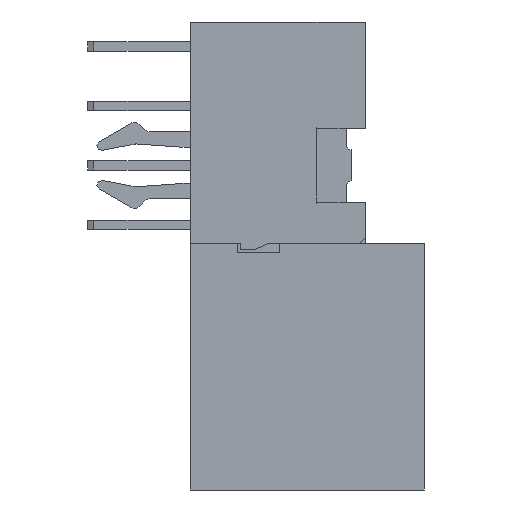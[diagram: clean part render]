
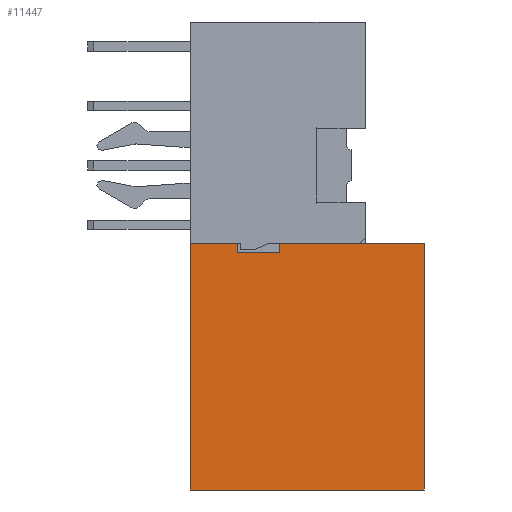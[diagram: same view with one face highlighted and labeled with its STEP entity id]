
A CAD part, left-side view. The second image highlights one B-rep face of the part: STEP entity #11447.
In plain terms, the highlighted planar face has unit normal (-1, 0, 0).
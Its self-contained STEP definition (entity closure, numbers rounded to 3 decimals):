
#10614=CARTESIAN_POINT('',(-15.185,-3.5,15.));
#10615=VERTEX_POINT('',#10614);
#10622=CARTESIAN_POINT('',(-15.185,4.,15.));
#10623=VERTEX_POINT('',#10622);
#10624=CARTESIAN_POINT('',(-15.185,-3.5,15.));
#10625=DIRECTION('',(0.,1.,0.));
#10626=VECTOR('',#10625,7.5);
#10627=LINE('',#10624,#10626);
#10628=EDGE_CURVE('',#10615,#10623,#10627,.T.);
#11273=CARTESIAN_POINT('',(-15.185,2.5,22.6));
#11274=VERTEX_POINT('',#11273);
#11275=CARTESIAN_POINT('',(-15.185,1.15,22.6));
#11276=VERTEX_POINT('',#11275);
#11277=CARTESIAN_POINT('',(-15.185,2.5,22.6));
#11278=DIRECTION('',(0.,-1.,0.));
#11279=VECTOR('',#11278,1.35);
#11280=LINE('',#11277,#11279);
#11281=EDGE_CURVE('',#11274,#11276,#11280,.T.);
#11322=CARTESIAN_POINT('',(-15.185,2.5,22.9));
#11323=VERTEX_POINT('',#11322);
#11330=CARTESIAN_POINT('',(-15.185,2.5,22.9));
#11331=DIRECTION('',(0.,0.,-1.));
#11332=VECTOR('',#11331,0.3);
#11333=LINE('',#11330,#11332);
#11334=EDGE_CURVE('',#11323,#11274,#11333,.T.);
#11401=CARTESIAN_POINT('',(-15.185,0.3,18.965));
#11402=DIRECTION('',(0.,1.,0.));
#11403=DIRECTION('',(-1.,0.,0.));
#11404=AXIS2_PLACEMENT_3D('',#11401,#11403,#11402);
#11405=PLANE('',#11404);
#11406=ORIENTED_EDGE('',*,*,#11334,.F.);
#11407=CARTESIAN_POINT('',(-15.185,4.,22.9));
#11408=VERTEX_POINT('',#11407);
#11409=CARTESIAN_POINT('',(-15.185,2.5,22.9));
#11410=DIRECTION('',(0.,1.,0.));
#11411=VECTOR('',#11410,1.5);
#11412=LINE('',#11409,#11411);
#11413=EDGE_CURVE('',#11323,#11408,#11412,.T.);
#11414=ORIENTED_EDGE('',*,*,#11413,.T.);
#11415=CARTESIAN_POINT('',(-15.185,4.,22.9));
#11416=DIRECTION('',(0.,0.,-1.));
#11417=VECTOR('',#11416,7.9);
#11418=LINE('',#11415,#11417);
#11419=EDGE_CURVE('',#11408,#10623,#11418,.T.);
#11420=ORIENTED_EDGE('',*,*,#11419,.T.);
#11421=ORIENTED_EDGE('',*,*,#10628,.F.);
#11422=CARTESIAN_POINT('',(-15.185,-3.5,22.9));
#11423=VERTEX_POINT('',#11422);
#11424=CARTESIAN_POINT('',(-15.185,-3.5,15.));
#11425=DIRECTION('',(0.,0.,1.));
#11426=VECTOR('',#11425,7.9);
#11427=LINE('',#11424,#11426);
#11428=EDGE_CURVE('',#10615,#11423,#11427,.T.);
#11429=ORIENTED_EDGE('',*,*,#11428,.T.);
#11430=CARTESIAN_POINT('',(-15.185,1.15,22.9));
#11431=VERTEX_POINT('',#11430);
#11432=CARTESIAN_POINT('',(-15.185,-3.5,22.9));
#11433=DIRECTION('',(0.,1.,0.));
#11434=VECTOR('',#11433,4.65);
#11435=LINE('',#11432,#11434);
#11436=EDGE_CURVE('',#11423,#11431,#11435,.T.);
#11437=ORIENTED_EDGE('',*,*,#11436,.T.);
#11438=CARTESIAN_POINT('',(-15.185,1.15,22.9));
#11439=DIRECTION('',(0.,0.,-1.));
#11440=VECTOR('',#11439,0.3);
#11441=LINE('',#11438,#11440);
#11442=EDGE_CURVE('',#11431,#11276,#11441,.T.);
#11443=ORIENTED_EDGE('',*,*,#11442,.T.);
#11444=ORIENTED_EDGE('',*,*,#11281,.F.);
#11445=EDGE_LOOP('',(#11406,#11414,#11420,#11421,#11429,#11437,#11443,#11444));
#11446=FACE_OUTER_BOUND('',#11445,.T.);
#11447=ADVANCED_FACE('',(#11446),#11405,.T.);
